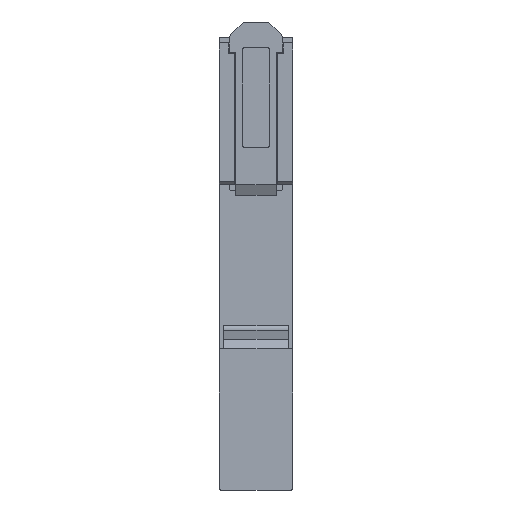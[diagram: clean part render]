
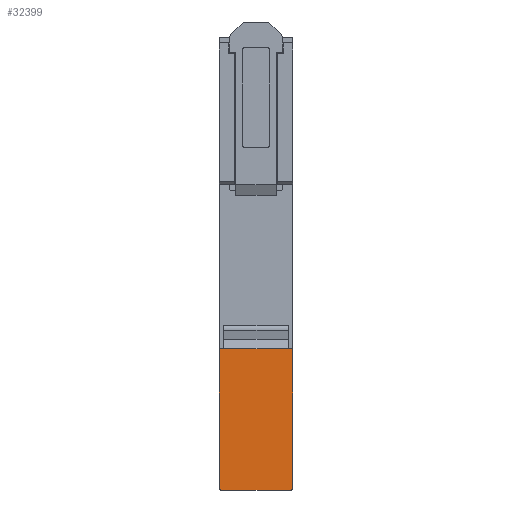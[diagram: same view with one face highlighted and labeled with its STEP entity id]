
A CAD part, front view. The second image highlights one B-rep face of the part: STEP entity #32399.
In plain terms, the highlighted planar face has unit normal (0, -1, 0).
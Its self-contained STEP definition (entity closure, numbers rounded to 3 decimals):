
#451 = LINE ( 'NONE', #8815, #15505 ) ;
#648 = CARTESIAN_POINT ( 'NONE',  ( 41., -3.8, 0. ) ) ;
#1950 = CARTESIAN_POINT ( 'NONE',  ( 40.7, -3.8, -7.925 ) ) ;
#2147 = CARTESIAN_POINT ( 'NONE',  ( 41., -3.8, -7.625 ) ) ;
#2826 = PLANE ( 'NONE',  #21250 ) ;
#2937 = CARTESIAN_POINT ( 'NONE',  ( 40.7, -3.8, 7.925 ) ) ;
#3286 = CARTESIAN_POINT ( 'NONE',  ( 40.7, -3.8, -7.625 ) ) ;
#4017 = CARTESIAN_POINT ( 'NONE',  ( 10.45, -3.8, 7.925 ) ) ;
#5138 = VERTEX_POINT ( 'NONE', #4017 ) ;
#6140 = DIRECTION ( 'NONE',  ( 0., 0., -1. ) ) ;
#6531 = LINE ( 'NONE', #33721, #28368 ) ;
#8815 = CARTESIAN_POINT ( 'NONE',  ( 10.45, -3.8, 0. ) ) ;
#9366 = VERTEX_POINT ( 'NONE', #2937 ) ;
#9377 = CARTESIAN_POINT ( 'NONE',  ( 40.7, -3.8, 7.625 ) ) ;
#9438 = DIRECTION ( 'NONE',  ( 0., 0., -1. ) ) ;
#10743 = CARTESIAN_POINT ( 'NONE',  ( 10.45, -3.8, -7.925 ) ) ;
#12223 = DIRECTION ( 'NONE',  ( -1., 0., 0. ) ) ;
#13060 = EDGE_CURVE ( 'NONE', #29165, #29312, #24118, .T. ) ;
#13262 = DIRECTION ( 'NONE',  ( -1., 0., 0. ) ) ;
#13387 = VECTOR ( 'NONE', #19956, 1000. ) ;
#14225 = DIRECTION ( 'NONE',  ( 0., 0., 1. ) ) ;
#14708 = LINE ( 'NONE', #26467, #23161 ) ;
#15505 = VECTOR ( 'NONE', #34446, 1000. ) ;
#15637 = CARTESIAN_POINT ( 'NONE',  ( 41., -3.8, 7.625 ) ) ;
#15676 = EDGE_CURVE ( 'NONE', #5138, #35972, #14708, .T. ) ;
#16687 = VERTEX_POINT ( 'NONE', #1950 ) ;
#16735 = VERTEX_POINT ( 'NONE', #10743 ) ;
#16912 = ORIENTED_EDGE ( 'NONE', *, *, #22440, .T. ) ;
#17103 = CARTESIAN_POINT ( 'NONE',  ( -7.975, -3.8, 7.925 ) ) ;
#17507 = VERTEX_POINT ( 'NONE', #32844 ) ;
#17626 = DIRECTION ( 'NONE',  ( 0., 0., -1. ) ) ;
#18189 = EDGE_CURVE ( 'NONE', #9366, #5138, #28557, .T. ) ;
#19016 = ORIENTED_EDGE ( 'NONE', *, *, #15676, .T. ) ;
#19470 = CIRCLE ( 'NONE', #27453, 0.3 ) ;
#19956 = DIRECTION ( 'NONE',  ( -1., 0., 0. ) ) ;
#20971 = EDGE_CURVE ( 'NONE', #17507, #35972, #451, .T. ) ;
#21250 = AXIS2_PLACEMENT_3D ( 'NONE', #22679, #31293, #14225 ) ;
#21256 = EDGE_CURVE ( 'NONE', #16687, #16735, #23498, .T. ) ;
#21656 = EDGE_CURVE ( 'NONE', #9366, #29165, #19470, .T. ) ;
#22338 = DIRECTION ( 'NONE',  ( 0., 0., -1. ) ) ;
#22440 = EDGE_CURVE ( 'NONE', #17507, #16735, #6531, .T. ) ;
#22679 = CARTESIAN_POINT ( 'NONE',  ( 10.45, -3.8, -7.925 ) ) ;
#23148 = DIRECTION ( 'NONE',  ( 0., 1., 0. ) ) ;
#23161 = VECTOR ( 'NONE', #9438, 1000. ) ;
#23253 = VECTOR ( 'NONE', #17626, 1000. ) ;
#23498 = LINE ( 'NONE', #33197, #29297 ) ;
#24118 = LINE ( 'NONE', #648, #23253 ) ;
#26467 = CARTESIAN_POINT ( 'NONE',  ( 10.45, -3.8, 0. ) ) ;
#26542 = ORIENTED_EDGE ( 'NONE', *, *, #20971, .F. ) ;
#26803 = EDGE_LOOP ( 'NONE', ( #26542, #16912, #28336, #31840, #34829, #27810, #30418, #19016 ) ) ;
#27453 = AXIS2_PLACEMENT_3D ( 'NONE', #9377, #29290, #12223 ) ;
#27810 = ORIENTED_EDGE ( 'NONE', *, *, #21656, .F. ) ;
#28131 = EDGE_CURVE ( 'NONE', #29312, #16687, #28803, .T. ) ;
#28336 = ORIENTED_EDGE ( 'NONE', *, *, #21256, .F. ) ;
#28342 = AXIS2_PLACEMENT_3D ( 'NONE', #3286, #23148, #6140 ) ;
#28368 = VECTOR ( 'NONE', #22338, 1000. ) ;
#28557 = LINE ( 'NONE', #17103, #13387 ) ;
#28803 = CIRCLE ( 'NONE', #28342, 0.3 ) ;
#29165 = VERTEX_POINT ( 'NONE', #15637 ) ;
#29290 = DIRECTION ( 'NONE',  ( 0., 1., 0. ) ) ;
#29297 = VECTOR ( 'NONE', #13262, 1000. ) ;
#29312 = VERTEX_POINT ( 'NONE', #2147 ) ;
#30418 = ORIENTED_EDGE ( 'NONE', *, *, #18189, .T. ) ;
#31293 = DIRECTION ( 'NONE',  ( 0., 1., 0. ) ) ;
#31840 = ORIENTED_EDGE ( 'NONE', *, *, #28131, .F. ) ;
#32374 = CARTESIAN_POINT ( 'NONE',  ( 10.45, -3.8, 6.95 ) ) ;
#32399 = ADVANCED_FACE ( 'NONE', ( #32562 ), #2826, .F. ) ;
#32562 = FACE_OUTER_BOUND ( 'NONE', #26803, .T. ) ;
#32844 = CARTESIAN_POINT ( 'NONE',  ( 10.45, -3.8, -6.95 ) ) ;
#33197 = CARTESIAN_POINT ( 'NONE',  ( -7.975, -3.8, -7.925 ) ) ;
#33721 = CARTESIAN_POINT ( 'NONE',  ( 10.45, -3.8, 0. ) ) ;
#34446 = DIRECTION ( 'NONE',  ( 0., 0., 1. ) ) ;
#34829 = ORIENTED_EDGE ( 'NONE', *, *, #13060, .F. ) ;
#35972 = VERTEX_POINT ( 'NONE', #32374 ) ;
